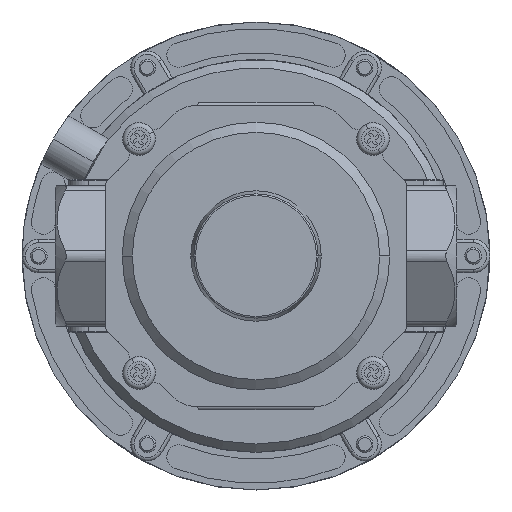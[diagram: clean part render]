
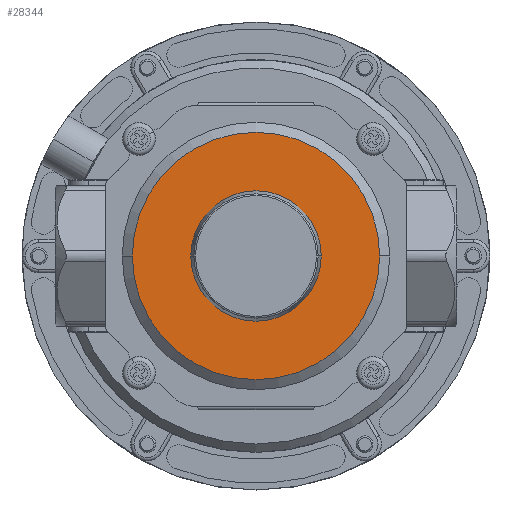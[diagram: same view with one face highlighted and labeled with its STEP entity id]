
A CAD part, front view. The second image highlights one B-rep face of the part: STEP entity #28344.
In plain terms, the highlighted face is planar.
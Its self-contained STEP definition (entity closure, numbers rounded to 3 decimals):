
#3932 = CARTESIAN_POINT ( 'NONE',  ( 19.5, 5.5, 0. ) ) ;
#3957 = DIRECTION ( 'NONE',  ( 0., 1., 0. ) ) ;
#5104 = AXIS2_PLACEMENT_3D ( 'NONE', #17575, #21984, #44377 ) ;
#5272 = CIRCLE ( 'NONE', #30324, 19.5 ) ;
#6260 = ORIENTED_EDGE ( 'NONE', *, *, #43929, .F. ) ;
#7069 = FACE_OUTER_BOUND ( 'NONE', #16361, .T. ) ;
#7677 = CARTESIAN_POINT ( 'NONE',  ( -37., 5.5, 0. ) ) ;
#9903 = CARTESIAN_POINT ( 'NONE',  ( 0., 5.5, 0. ) ) ;
#10863 = ORIENTED_EDGE ( 'NONE', *, *, #17998, .T. ) ;
#11608 = EDGE_CURVE ( 'NONE', #26864, #16517, #13172, .T. ) ;
#13172 = CIRCLE ( 'NONE', #44343, 37. ) ;
#13697 = ORIENTED_EDGE ( 'NONE', *, *, #11608, .F. ) ;
#14984 = CARTESIAN_POINT ( 'NONE',  ( 37., 5.5, 0. ) ) ;
#15245 = DIRECTION ( 'NONE',  ( -1., 0., 0. ) ) ;
#15278 = FACE_BOUND ( 'NONE', #46921, .T. ) ;
#16361 = EDGE_LOOP ( 'NONE', ( #13697, #6260 ) ) ;
#16517 = VERTEX_POINT ( 'NONE', #7677 ) ;
#17575 = CARTESIAN_POINT ( 'NONE',  ( 0., 5.5, 0. ) ) ;
#17998 = EDGE_CURVE ( 'NONE', #23245, #27247, #5272, .T. ) ;
#21984 = DIRECTION ( 'NONE',  ( 0., -1., 0. ) ) ;
#22325 = PLANE ( 'NONE',  #27465 ) ;
#22582 = CARTESIAN_POINT ( 'NONE',  ( -19.5, 5.5, 0. ) ) ;
#23245 = VERTEX_POINT ( 'NONE', #3932 ) ;
#24958 = DIRECTION ( 'NONE',  ( 0., -1., 0. ) ) ;
#26590 = CIRCLE ( 'NONE', #5104, 37. ) ;
#26864 = VERTEX_POINT ( 'NONE', #14984 ) ;
#27247 = VERTEX_POINT ( 'NONE', #22582 ) ;
#27465 = AXIS2_PLACEMENT_3D ( 'NONE', #33735, #3957, #15245 ) ;
#28344 = ADVANCED_FACE ( 'NONE', ( #15278, #7069 ), #22325, .T. ) ;
#30324 = AXIS2_PLACEMENT_3D ( 'NONE', #43445, #43114, #43779 ) ;
#33393 = EDGE_CURVE ( 'NONE', #27247, #23245, #36002, .T. ) ;
#33735 = CARTESIAN_POINT ( 'NONE',  ( 37., 5.5, 0. ) ) ;
#35730 = DIRECTION ( 'NONE',  ( 0., -1., 0. ) ) ;
#36002 = CIRCLE ( 'NONE', #36417, 19.5 ) ;
#36417 = AXIS2_PLACEMENT_3D ( 'NONE', #9903, #24958, #46985 ) ;
#37011 = ORIENTED_EDGE ( 'NONE', *, *, #33393, .T. ) ;
#39328 = DIRECTION ( 'NONE',  ( 1., 0., 0. ) ) ;
#42829 = CARTESIAN_POINT ( 'NONE',  ( 0., 5.5, 0. ) ) ;
#43114 = DIRECTION ( 'NONE',  ( 0., -1., 0. ) ) ;
#43445 = CARTESIAN_POINT ( 'NONE',  ( 0., 5.5, 0. ) ) ;
#43779 = DIRECTION ( 'NONE',  ( 1., 0., 0. ) ) ;
#43929 = EDGE_CURVE ( 'NONE', #16517, #26864, #26590, .T. ) ;
#44343 = AXIS2_PLACEMENT_3D ( 'NONE', #42829, #35730, #39328 ) ;
#44377 = DIRECTION ( 'NONE',  ( 1., 0., 0. ) ) ;
#46921 = EDGE_LOOP ( 'NONE', ( #10863, #37011 ) ) ;
#46985 = DIRECTION ( 'NONE',  ( 1., 0., 0. ) ) ;
